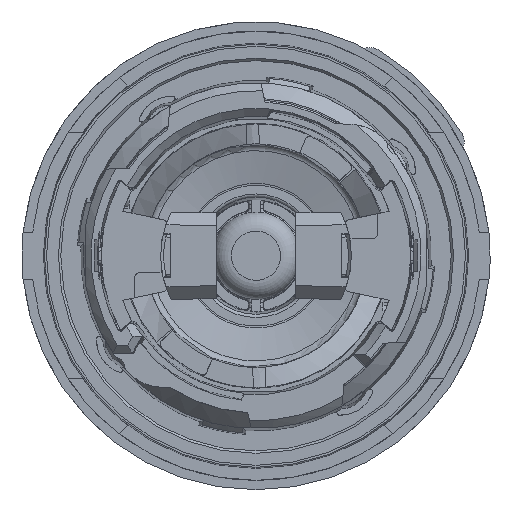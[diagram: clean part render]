
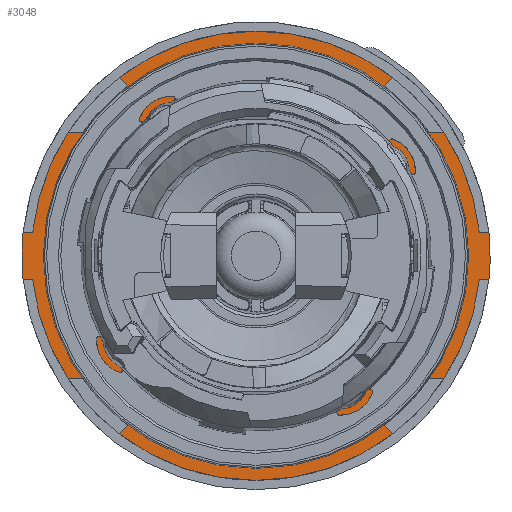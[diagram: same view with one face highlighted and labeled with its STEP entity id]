
A CAD part, front view. The second image highlights one B-rep face of the part: STEP entity #3048.
In plain terms, the highlighted planar face has unit normal (0, -1, 0).
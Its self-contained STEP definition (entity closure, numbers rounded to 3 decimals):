
#1432=LINE('',#14418,#2046);
#1436=LINE('',#14432,#2050);
#1440=LINE('',#14441,#2054);
#1444=LINE('',#14455,#2058);
#1448=LINE('',#14468,#2062);
#1452=LINE('',#14476,#2066);
#1455=LINE('',#14489,#2069);
#1459=LINE('',#14499,#2073);
#1465=LINE('',#14554,#2079);
#1466=LINE('',#14555,#2080);
#1467=LINE('',#14556,#2081);
#1468=LINE('',#14557,#2082);
#2046=VECTOR('',#11680,1.);
#2050=VECTOR('',#11696,1.);
#2054=VECTOR('',#11702,1.);
#2058=VECTOR('',#11718,1.);
#2062=VECTOR('',#11730,1.);
#2066=VECTOR('',#11736,1.);
#2069=VECTOR('',#11751,1.);
#2073=VECTOR('',#11761,1.);
#2079=VECTOR('',#11799,1.);
#2080=VECTOR('',#11800,1.);
#2081=VECTOR('',#11801,1.);
#2082=VECTOR('',#11802,1.);
#2766=PLANE('',#10657);
#3048=ADVANCED_FACE('',(#3564,#3565),#2766,.T.);
#3564=FACE_BOUND('',#3670,.T.);
#3565=FACE_BOUND('',#3671,.T.);
#3670=EDGE_LOOP('',(#4296,#4297,#4298,#4299,#4300,#4301,#4302,#4303,#4304,
#4305,#4306,#4307,#4308,#4309,#4310,#4311,#4312,#4313,#4314,#4315,#4316,
#4317,#4318,#4319));
#3671=EDGE_LOOP('',(#4320));
#4296=ORIENTED_EDGE('',*,*,#8357,.T.);
#4297=ORIENTED_EDGE('',*,*,#8355,.T.);
#4298=ORIENTED_EDGE('',*,*,#8352,.T.);
#4299=ORIENTED_EDGE('',*,*,#8375,.F.);
#4300=ORIENTED_EDGE('',*,*,#8379,.F.);
#4301=ORIENTED_EDGE('',*,*,#8371,.T.);
#4302=ORIENTED_EDGE('',*,*,#8380,.F.);
#4303=ORIENTED_EDGE('',*,*,#8364,.F.);
#4304=ORIENTED_EDGE('',*,*,#8329,.F.);
#4305=ORIENTED_EDGE('',*,*,#8330,.F.);
#4306=ORIENTED_EDGE('',*,*,#8336,.F.);
#4307=ORIENTED_EDGE('',*,*,#8363,.F.);
#4308=ORIENTED_EDGE('',*,*,#8346,.F.);
#4309=ORIENTED_EDGE('',*,*,#8347,.F.);
#4310=ORIENTED_EDGE('',*,*,#8342,.F.);
#4311=ORIENTED_EDGE('',*,*,#8362,.F.);
#4312=ORIENTED_EDGE('',*,*,#8381,.F.);
#4313=ORIENTED_EDGE('',*,*,#8367,.T.);
#4314=ORIENTED_EDGE('',*,*,#8382,.F.);
#4315=ORIENTED_EDGE('',*,*,#8377,.F.);
#4316=ORIENTED_EDGE('',*,*,#8318,.F.);
#4317=ORIENTED_EDGE('',*,*,#8319,.F.);
#4318=ORIENTED_EDGE('',*,*,#8325,.F.);
#4319=ORIENTED_EDGE('',*,*,#8376,.F.);
#4320=ORIENTED_EDGE('',*,*,#8383,.T.);
#7036=VERTEX_POINT('',#14412);
#7039=VERTEX_POINT('',#14417);
#7040=VERTEX_POINT('',#14421);
#7043=VERTEX_POINT('',#14431);
#7044=VERTEX_POINT('',#14435);
#7047=VERTEX_POINT('',#14440);
#7048=VERTEX_POINT('',#14444);
#7051=VERTEX_POINT('',#14454);
#7056=VERTEX_POINT('',#14467);
#7057=VERTEX_POINT('',#14469);
#7058=VERTEX_POINT('',#14473);
#7059=VERTEX_POINT('',#14475);
#7064=VERTEX_POINT('',#14490);
#7065=VERTEX_POINT('',#14491);
#7066=VERTEX_POINT('',#14496);
#7067=VERTEX_POINT('',#14500);
#7069=VERTEX_POINT('',#14505);
#7071=VERTEX_POINT('',#14509);
#7074=VERTEX_POINT('',#14521);
#7075=VERTEX_POINT('',#14523);
#7078=VERTEX_POINT('',#14535);
#7079=VERTEX_POINT('',#14537);
#7082=VERTEX_POINT('',#14547);
#7083=VERTEX_POINT('',#14551);
#7084=VERTEX_POINT('',#14559);
#8318=EDGE_CURVE('',#7039,#7036,#1432,.T.);
#8319=EDGE_CURVE('',#7040,#7039,#10100,.T.);
#8325=EDGE_CURVE('',#7043,#7040,#1436,.T.);
#8329=EDGE_CURVE('',#7047,#7044,#1440,.T.);
#8330=EDGE_CURVE('',#7048,#7047,#10103,.T.);
#8336=EDGE_CURVE('',#7051,#7048,#1444,.T.);
#8342=EDGE_CURVE('',#7056,#7057,#1448,.T.);
#8346=EDGE_CURVE('',#7059,#7058,#1452,.T.);
#8347=EDGE_CURVE('',#7057,#7059,#10108,.T.);
#8352=EDGE_CURVE('',#7064,#7065,#1455,.T.);
#8355=EDGE_CURVE('',#7066,#7064,#10111,.T.);
#8357=EDGE_CURVE('',#7067,#7066,#1459,.T.);
#8362=EDGE_CURVE('',#7071,#7056,#10113,.T.);
#8363=EDGE_CURVE('',#7058,#7051,#10114,.T.);
#8364=EDGE_CURVE('',#7044,#7069,#10115,.T.);
#8367=EDGE_CURVE('',#7075,#7074,#10117,.T.);
#8371=EDGE_CURVE('',#7079,#7078,#10119,.T.);
#8375=EDGE_CURVE('',#7082,#7065,#10121,.T.);
#8376=EDGE_CURVE('',#7067,#7043,#10122,.T.);
#8377=EDGE_CURVE('',#7036,#7083,#10123,.T.);
#8379=EDGE_CURVE('',#7079,#7082,#1465,.T.);
#8380=EDGE_CURVE('',#7069,#7078,#1466,.T.);
#8381=EDGE_CURVE('',#7075,#7071,#1467,.T.);
#8382=EDGE_CURVE('',#7083,#7074,#1468,.T.);
#8383=EDGE_CURVE('',#7084,#7084,#10124,.T.);
#10100=CIRCLE('',#10614,13.4);
#10103=CIRCLE('',#10621,13.4);
#10108=CIRCLE('',#10632,13.4);
#10111=CIRCLE('',#10638,13.4);
#10113=CIRCLE('',#10642,14.15);
#10114=CIRCLE('',#10643,14.15);
#10115=CIRCLE('',#10644,14.15);
#10117=CIRCLE('',#10647,14.75);
#10119=CIRCLE('',#10649,14.75);
#10121=CIRCLE('',#10652,14.15);
#10122=CIRCLE('',#10653,14.15);
#10123=CIRCLE('',#10654,14.15);
#10124=CIRCLE('',#10656,10.5);
#10614=AXIS2_PLACEMENT_3D('',#14420,#11683,#11684);
#10621=AXIS2_PLACEMENT_3D('',#14443,#11705,#11706);
#10632=AXIS2_PLACEMENT_3D('',#14478,#11739,#11740);
#10638=AXIS2_PLACEMENT_3D('',#14495,#11756,#11757);
#10642=AXIS2_PLACEMENT_3D('',#14510,#11769,#11770);
#10643=AXIS2_PLACEMENT_3D('',#14511,#11771,#11772);
#10644=AXIS2_PLACEMENT_3D('',#14512,#11773,#11774);
#10647=AXIS2_PLACEMENT_3D('',#14522,#11779,#11780);
#10649=AXIS2_PLACEMENT_3D('',#14536,#11783,#11784);
#10652=AXIS2_PLACEMENT_3D('',#14548,#11790,#11791);
#10653=AXIS2_PLACEMENT_3D('',#14549,#11792,#11793);
#10654=AXIS2_PLACEMENT_3D('',#14550,#11794,#11795);
#10656=AXIS2_PLACEMENT_3D('',#14558,#11803,#11804);
#10657=AXIS2_PLACEMENT_3D('',#14560,#11805,#11806);
#11680=DIRECTION('',(1.,0.,0.));
#11683=DIRECTION('',(0.,1.,0.));
#11684=DIRECTION('',(1.,0.,0.));
#11696=DIRECTION('',(-0.707,0.,-0.707));
#11702=DIRECTION('',(-1.,0.,0.));
#11705=DIRECTION('',(0.,1.,0.));
#11706=DIRECTION('',(-1.,0.,0.));
#11718=DIRECTION('',(0.707,0.,0.707));
#11730=DIRECTION('',(-1.,0.,0.));
#11736=DIRECTION('',(0.707,0.,-0.707));
#11739=DIRECTION('',(0.,1.,0.));
#11740=DIRECTION('',(1.,0.,0.));
#11751=DIRECTION('',(-1.,0.,0.));
#11756=DIRECTION('',(0.,-1.,0.));
#11757=DIRECTION('',(-1.,0.,0.));
#11761=DIRECTION('',(0.707,0.,-0.707));
#11769=DIRECTION('',(0.,1.,0.));
#11770=DIRECTION('',(0.,0.,1.));
#11771=DIRECTION('',(0.,1.,0.));
#11772=DIRECTION('',(0.,0.,1.));
#11773=DIRECTION('',(0.,1.,0.));
#11774=DIRECTION('',(0.,0.,1.));
#11779=DIRECTION('',(0.,-1.,0.));
#11780=DIRECTION('',(0.,0.,-1.));
#11783=DIRECTION('',(0.,-1.,0.));
#11784=DIRECTION('',(0.,0.,-1.));
#11790=DIRECTION('',(0.,1.,0.));
#11791=DIRECTION('',(0.,0.,1.));
#11792=DIRECTION('',(0.,1.,0.));
#11793=DIRECTION('',(0.,0.,1.));
#11794=DIRECTION('',(0.,1.,0.));
#11795=DIRECTION('',(0.,0.,1.));
#11799=DIRECTION('',(1.,0.,0.));
#11800=DIRECTION('',(-1.,0.,0.));
#11801=DIRECTION('',(-1.,0.,0.));
#11802=DIRECTION('',(1.,0.,0.));
#11803=DIRECTION('',(0.,1.,0.));
#11804=DIRECTION('',(0.,0.,-1.));
#11805=DIRECTION('',(0.,-1.,0.));
#11806=DIRECTION('',(0.,0.,-1.));
#14412=CARTESIAN_POINT('',(11.839,15.8,7.75));
#14417=CARTESIAN_POINT('',(10.932,15.8,7.75));
#14418=CARTESIAN_POINT('',(10.932,15.8,7.75));
#14420=CARTESIAN_POINT('',(0.,15.8,0.));
#14421=CARTESIAN_POINT('',(8.076,15.8,10.693));
#14431=CARTESIAN_POINT('',(8.612,15.8,11.228));
#14432=CARTESIAN_POINT('',(11.352,15.8,13.969));
#14435=CARTESIAN_POINT('',(-11.839,15.8,-7.75));
#14440=CARTESIAN_POINT('',(-10.932,15.8,-7.75));
#14441=CARTESIAN_POINT('',(-10.932,15.8,-7.75));
#14443=CARTESIAN_POINT('',(0.,15.8,0.));
#14444=CARTESIAN_POINT('',(-8.076,15.8,-10.693));
#14454=CARTESIAN_POINT('',(-8.612,15.8,-11.228));
#14455=CARTESIAN_POINT('',(-11.352,15.8,-13.969));
#14467=CARTESIAN_POINT('',(11.839,15.8,-7.75));
#14468=CARTESIAN_POINT('',(16.246,15.8,-7.75));
#14469=CARTESIAN_POINT('',(10.932,15.8,-7.75));
#14473=CARTESIAN_POINT('',(8.612,15.8,-11.228));
#14475=CARTESIAN_POINT('',(8.076,15.8,-10.693));
#14476=CARTESIAN_POINT('',(8.076,15.8,-10.693));
#14478=CARTESIAN_POINT('',(0.,15.8,0.));
#14489=CARTESIAN_POINT('',(-10.932,15.8,7.75));
#14490=CARTESIAN_POINT('',(-10.932,15.8,7.75));
#14491=CARTESIAN_POINT('',(-11.839,15.8,7.75));
#14495=CARTESIAN_POINT('',(0.,15.8,0.));
#14496=CARTESIAN_POINT('',(-8.076,15.8,10.693));
#14499=CARTESIAN_POINT('',(-11.352,15.8,13.969));
#14500=CARTESIAN_POINT('',(-8.612,15.8,11.228));
#14505=CARTESIAN_POINT('',(-14.071,15.8,-1.49));
#14509=CARTESIAN_POINT('',(14.071,15.8,-1.49));
#14510=CARTESIAN_POINT('',(0.,15.8,0.));
#14511=CARTESIAN_POINT('',(0.,15.8,0.));
#14512=CARTESIAN_POINT('',(0.,15.8,0.));
#14521=CARTESIAN_POINT('',(14.675,15.8,1.49));
#14522=CARTESIAN_POINT('',(0.,15.8,0.));
#14523=CARTESIAN_POINT('',(14.675,15.8,-1.49));
#14535=CARTESIAN_POINT('',(-14.675,15.8,-1.49));
#14536=CARTESIAN_POINT('',(0.,15.8,0.));
#14537=CARTESIAN_POINT('',(-14.675,15.8,1.49));
#14547=CARTESIAN_POINT('',(-14.071,15.8,1.49));
#14548=CARTESIAN_POINT('',(0.,15.8,0.));
#14549=CARTESIAN_POINT('',(0.,15.8,0.));
#14550=CARTESIAN_POINT('',(0.,15.8,0.));
#14551=CARTESIAN_POINT('',(14.071,15.8,1.49));
#14554=CARTESIAN_POINT('',(-14.665,15.8,1.49));
#14555=CARTESIAN_POINT('',(-14.071,15.8,-1.49));
#14556=CARTESIAN_POINT('',(14.665,15.8,-1.49));
#14557=CARTESIAN_POINT('',(14.071,15.8,1.49));
#14558=CARTESIAN_POINT('',(0.,15.8,0.));
#14559=CARTESIAN_POINT('',(0.,15.8,-10.5));
#14560=CARTESIAN_POINT('',(10.3,15.8,0.));
